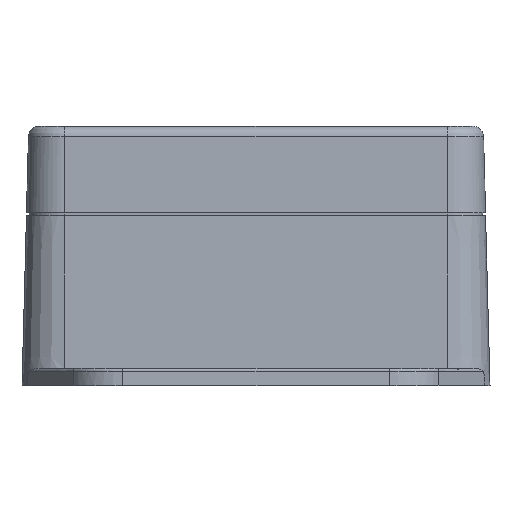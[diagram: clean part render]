
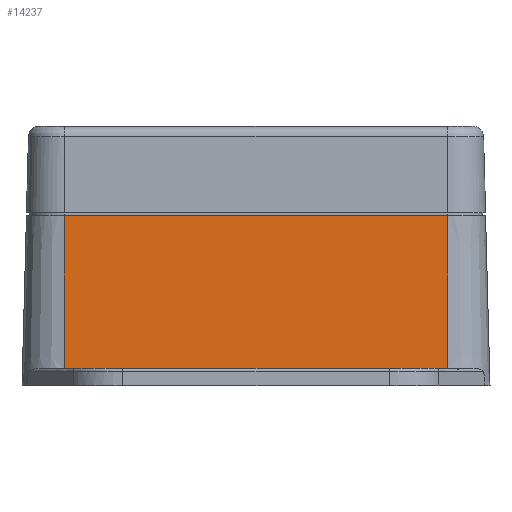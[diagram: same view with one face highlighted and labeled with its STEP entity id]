
A CAD part, left-side view. The second image highlights one B-rep face of the part: STEP entity #14237.
In plain terms, the highlighted planar face has unit normal (-1, 0, 0.026).
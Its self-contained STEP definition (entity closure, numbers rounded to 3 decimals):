
#1240=PLANE('',#15365);
#1820=LINE('',#23131,#2855);
#1836=LINE('',#23382,#2871);
#1898=LINE('',#23940,#2933);
#1904=LINE('',#23959,#2939);
#2855=VECTOR('',#17062,1000.);
#2871=VECTOR('',#17114,1000.);
#2933=VECTOR('',#17296,1000.);
#2939=VECTOR('',#17312,1000.);
#4002=FACE_OUTER_BOUND('',#4904,.T.);
#4904=EDGE_LOOP('',(#10504,#10505,#10506,#10507));
#6642=VERTEX_POINT('',#23129);
#6643=VERTEX_POINT('',#23130);
#6664=VERTEX_POINT('',#23379);
#6665=VERTEX_POINT('',#23381);
#8015=EDGE_CURVE('',#6642,#6643,#1820,.T.);
#8048=EDGE_CURVE('',#6664,#6665,#1836,.T.);
#8153=EDGE_CURVE('',#6643,#6664,#1898,.T.);
#8163=EDGE_CURVE('',#6642,#6665,#1904,.T.);
#10504=ORIENTED_EDGE('',*,*,#8163,.T.);
#10505=ORIENTED_EDGE('',*,*,#8048,.F.);
#10506=ORIENTED_EDGE('',*,*,#8153,.F.);
#10507=ORIENTED_EDGE('',*,*,#8015,.F.);
#14237=ADVANCED_FACE('',(#4002),#1240,.T.);
#15365=AXIS2_PLACEMENT_3D('',#23958,#17310,#17311);
#17062=DIRECTION('',(0.026,0.,1.));
#17114=DIRECTION('',(-0.026,0.,-1.));
#17296=DIRECTION('',(0.,-1.,0.));
#17310=DIRECTION('center_axis',(-1.,0.,
0.026));
#17311=DIRECTION('ref_axis',(-0.026,0.,-1.));
#17312=DIRECTION('',(0.,-1.,0.));
#23129=CARTESIAN_POINT('',(-60.694,33.415,-18.693));
#23130=CARTESIAN_POINT('',(-60.,33.415,7.887));
#23131=CARTESIAN_POINT('',(-60.772,33.415,-21.702));
#23379=CARTESIAN_POINT('',(-60.,-33.415,7.887));
#23381=CARTESIAN_POINT('',(-60.694,-33.415,-18.693));
#23382=CARTESIAN_POINT('',(-60.772,-33.415,-21.702));
#23940=CARTESIAN_POINT('',(-60.,0.,7.887));
#23958=CARTESIAN_POINT('Origin',(-60.,40.065,7.885));
#23959=CARTESIAN_POINT('',(-60.694,40.065,-18.693));
